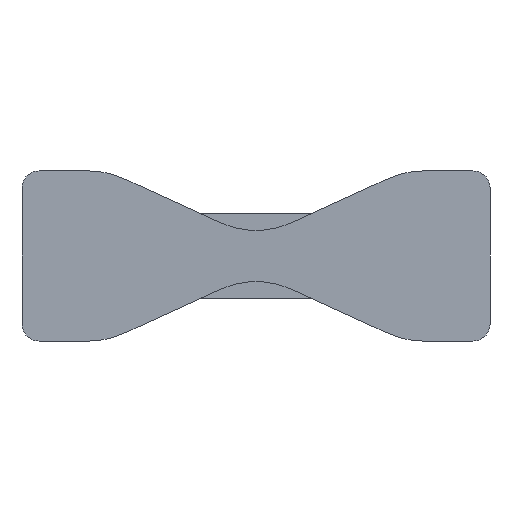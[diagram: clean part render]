
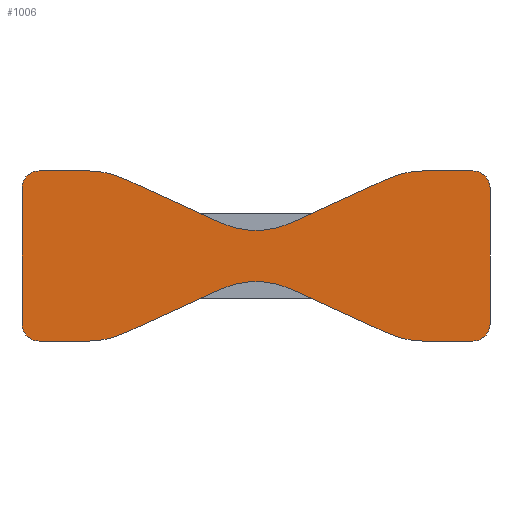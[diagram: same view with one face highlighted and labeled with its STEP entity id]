
A CAD part, front view. The second image highlights one B-rep face of the part: STEP entity #1006.
In plain terms, the highlighted planar face has unit normal (0, -1, 0).
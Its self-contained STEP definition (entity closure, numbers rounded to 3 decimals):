
#110=CIRCLE('',#1104,2.);
#112=CIRCLE('',#1108,2.);
#114=CIRCLE('',#1112,10.);
#116=CIRCLE('',#1116,10.);
#118=CIRCLE('',#1120,10.);
#120=CIRCLE('',#1124,2.);
#122=CIRCLE('',#1128,2.);
#124=CIRCLE('',#1132,10.);
#126=CIRCLE('',#1136,10.);
#128=CIRCLE('',#1140,10.);
#180=FACE_OUTER_BOUND('',#231,.T.);
#231=EDGE_LOOP('',(#778,#779,#780,#781,#782,#783,#784,#785,#786,#787,#788,
#789,#790,#791,#792,#793,#794,#795,#796,#797));
#263=LINE('',#1511,#357);
#267=LINE('',#1523,#361);
#271=LINE('',#1535,#365);
#275=LINE('',#1547,#369);
#279=LINE('',#1559,#373);
#283=LINE('',#1571,#377);
#287=LINE('',#1583,#381);
#291=LINE('',#1595,#385);
#295=LINE('',#1607,#389);
#299=LINE('',#1619,#393);
#357=VECTOR('',#1210,10.);
#361=VECTOR('',#1222,10.);
#365=VECTOR('',#1234,10.);
#369=VECTOR('',#1246,10.);
#373=VECTOR('',#1258,10.);
#377=VECTOR('',#1270,10.);
#381=VECTOR('',#1282,10.);
#385=VECTOR('',#1294,10.);
#389=VECTOR('',#1306,10.);
#393=VECTOR('',#1318,10.);
#451=VERTEX_POINT('',#1508);
#452=VERTEX_POINT('',#1510);
#454=VERTEX_POINT('',#1516);
#456=VERTEX_POINT('',#1522);
#458=VERTEX_POINT('',#1528);
#460=VERTEX_POINT('',#1534);
#462=VERTEX_POINT('',#1540);
#464=VERTEX_POINT('',#1546);
#466=VERTEX_POINT('',#1552);
#468=VERTEX_POINT('',#1558);
#470=VERTEX_POINT('',#1564);
#472=VERTEX_POINT('',#1570);
#474=VERTEX_POINT('',#1576);
#476=VERTEX_POINT('',#1582);
#478=VERTEX_POINT('',#1588);
#480=VERTEX_POINT('',#1594);
#482=VERTEX_POINT('',#1600);
#484=VERTEX_POINT('',#1606);
#486=VERTEX_POINT('',#1612);
#488=VERTEX_POINT('',#1618);
#543=EDGE_CURVE('',#452,#451,#263,.T.);
#546=EDGE_CURVE('',#454,#452,#110,.T.);
#549=EDGE_CURVE('',#456,#454,#267,.T.);
#552=EDGE_CURVE('',#458,#456,#112,.T.);
#555=EDGE_CURVE('',#460,#458,#271,.T.);
#558=EDGE_CURVE('',#462,#460,#114,.T.);
#561=EDGE_CURVE('',#464,#462,#275,.T.);
#564=EDGE_CURVE('',#466,#464,#116,.T.);
#567=EDGE_CURVE('',#468,#466,#279,.T.);
#570=EDGE_CURVE('',#470,#468,#118,.T.);
#573=EDGE_CURVE('',#472,#470,#283,.T.);
#576=EDGE_CURVE('',#474,#472,#120,.T.);
#579=EDGE_CURVE('',#476,#474,#287,.T.);
#582=EDGE_CURVE('',#478,#476,#122,.T.);
#585=EDGE_CURVE('',#480,#478,#291,.T.);
#588=EDGE_CURVE('',#482,#480,#124,.T.);
#591=EDGE_CURVE('',#484,#482,#295,.T.);
#594=EDGE_CURVE('',#486,#484,#126,.T.);
#597=EDGE_CURVE('',#488,#486,#299,.T.);
#600=EDGE_CURVE('',#451,#488,#128,.T.);
#778=ORIENTED_EDGE('',*,*,#600,.T.);
#779=ORIENTED_EDGE('',*,*,#597,.T.);
#780=ORIENTED_EDGE('',*,*,#594,.T.);
#781=ORIENTED_EDGE('',*,*,#591,.T.);
#782=ORIENTED_EDGE('',*,*,#588,.T.);
#783=ORIENTED_EDGE('',*,*,#585,.T.);
#784=ORIENTED_EDGE('',*,*,#582,.T.);
#785=ORIENTED_EDGE('',*,*,#579,.T.);
#786=ORIENTED_EDGE('',*,*,#576,.T.);
#787=ORIENTED_EDGE('',*,*,#573,.T.);
#788=ORIENTED_EDGE('',*,*,#570,.T.);
#789=ORIENTED_EDGE('',*,*,#567,.T.);
#790=ORIENTED_EDGE('',*,*,#564,.T.);
#791=ORIENTED_EDGE('',*,*,#561,.T.);
#792=ORIENTED_EDGE('',*,*,#558,.T.);
#793=ORIENTED_EDGE('',*,*,#555,.T.);
#794=ORIENTED_EDGE('',*,*,#552,.T.);
#795=ORIENTED_EDGE('',*,*,#549,.T.);
#796=ORIENTED_EDGE('',*,*,#546,.T.);
#797=ORIENTED_EDGE('',*,*,#543,.T.);
#963=PLANE('',#1142);
#1006=ADVANCED_FACE('',(#180),#963,.F.);
#1104=AXIS2_PLACEMENT_3D('',#1517,#1216,#1217);
#1108=AXIS2_PLACEMENT_3D('',#1529,#1228,#1229);
#1112=AXIS2_PLACEMENT_3D('',#1541,#1240,#1241);
#1116=AXIS2_PLACEMENT_3D('',#1553,#1252,#1253);
#1120=AXIS2_PLACEMENT_3D('',#1565,#1264,#1265);
#1124=AXIS2_PLACEMENT_3D('',#1577,#1276,#1277);
#1128=AXIS2_PLACEMENT_3D('',#1589,#1288,#1289);
#1132=AXIS2_PLACEMENT_3D('',#1601,#1300,#1301);
#1136=AXIS2_PLACEMENT_3D('',#1613,#1312,#1313);
#1140=AXIS2_PLACEMENT_3D('',#1623,#1324,#1325);
#1142=AXIS2_PLACEMENT_3D('',#1625,#1328,#1329);
#1210=DIRECTION('',(1.,0.,0.));
#1216=DIRECTION('center_axis',(0.,-1.,0.));
#1217=DIRECTION('ref_axis',(0.,0.,-1.));
#1222=DIRECTION('',(0.,0.,-1.));
#1228=DIRECTION('center_axis',(0.,-1.,0.));
#1229=DIRECTION('ref_axis',(-1.,0.,0.));
#1234=DIRECTION('',(-1.,0.,0.));
#1240=DIRECTION('center_axis',(0.,-1.,0.));
#1241=DIRECTION('ref_axis',(0.,0.,1.));
#1246=DIRECTION('',(-0.91,0.,0.415));
#1252=DIRECTION('center_axis',(0.,1.,0.));
#1253=DIRECTION('ref_axis',(-0.415,0.,0.91));
#1258=DIRECTION('',(-0.91,0.,-0.415));
#1264=DIRECTION('center_axis',(0.,-1.,0.));
#1265=DIRECTION('ref_axis',(-0.415,0.,0.91));
#1270=DIRECTION('',(-1.,0.,0.));
#1276=DIRECTION('center_axis',(0.,-1.,0.));
#1277=DIRECTION('ref_axis',(0.,0.,1.));
#1282=DIRECTION('',(0.,0.,1.));
#1288=DIRECTION('center_axis',(0.,-1.,0.));
#1289=DIRECTION('ref_axis',(1.,0.,0.));
#1294=DIRECTION('',(1.,0.,0.));
#1300=DIRECTION('center_axis',(0.,-1.,0.));
#1301=DIRECTION('ref_axis',(0.,0.,-1.));
#1306=DIRECTION('',(0.91,0.,-0.415));
#1312=DIRECTION('center_axis',(0.,1.,0.));
#1313=DIRECTION('ref_axis',(0.415,0.,-0.91));
#1318=DIRECTION('',(0.91,0.,0.415));
#1324=DIRECTION('center_axis',(0.,-1.,0.));
#1325=DIRECTION('ref_axis',(0.415,0.,-0.91));
#1328=DIRECTION('center_axis',(0.,1.,0.));
#1329=DIRECTION('ref_axis',(0.,0.,1.));
#1508=CARTESIAN_POINT('',(-19.676,-0.4,-10.));
#1510=CARTESIAN_POINT('',(-25.5,-0.4,-10.));
#1511=CARTESIAN_POINT('',(-19.676,-0.4,-10.));
#1516=CARTESIAN_POINT('',(-27.5,-0.4,-8.));
#1517=CARTESIAN_POINT('Origin',(-25.5,-0.4,-8.));
#1522=CARTESIAN_POINT('',(-27.5,-0.4,8.));
#1523=CARTESIAN_POINT('',(-27.5,-0.4,-8.));
#1528=CARTESIAN_POINT('',(-25.5,-0.4,10.));
#1529=CARTESIAN_POINT('Origin',(-25.5,-0.4,8.));
#1534=CARTESIAN_POINT('',(-19.676,-0.4,10.));
#1535=CARTESIAN_POINT('',(-25.5,-0.4,10.));
#1540=CARTESIAN_POINT('',(-15.521,-0.4,9.096));
#1541=CARTESIAN_POINT('Origin',(-19.676,-0.4,0.));
#1546=CARTESIAN_POINT('',(-4.155,-0.4,3.904));
#1547=CARTESIAN_POINT('',(-15.521,-0.4,9.096));
#1552=CARTESIAN_POINT('',(4.155,-0.4,3.904));
#1553=CARTESIAN_POINT('Origin',(0.,-0.4,13.));
#1558=CARTESIAN_POINT('',(15.521,-0.4,9.096));
#1559=CARTESIAN_POINT('',(4.155,-0.4,3.904));
#1564=CARTESIAN_POINT('',(19.676,-0.4,10.));
#1565=CARTESIAN_POINT('Origin',(19.676,-0.4,0.));
#1570=CARTESIAN_POINT('',(25.5,-0.4,10.));
#1571=CARTESIAN_POINT('',(19.676,-0.4,10.));
#1576=CARTESIAN_POINT('',(27.5,-0.4,8.));
#1577=CARTESIAN_POINT('Origin',(25.5,-0.4,8.));
#1582=CARTESIAN_POINT('',(27.5,-0.4,-8.));
#1583=CARTESIAN_POINT('',(27.5,-0.4,8.));
#1588=CARTESIAN_POINT('',(25.5,-0.4,-10.));
#1589=CARTESIAN_POINT('Origin',(25.5,-0.4,-8.));
#1594=CARTESIAN_POINT('',(19.676,-0.4,-10.));
#1595=CARTESIAN_POINT('',(25.5,-0.4,-10.));
#1600=CARTESIAN_POINT('',(15.521,-0.4,-9.096));
#1601=CARTESIAN_POINT('Origin',(19.676,-0.4,0.));
#1606=CARTESIAN_POINT('',(4.155,-0.4,-3.904));
#1607=CARTESIAN_POINT('',(15.521,-0.4,-9.096));
#1612=CARTESIAN_POINT('',(-4.155,-0.4,-3.904));
#1613=CARTESIAN_POINT('Origin',(0.,-0.4,-13.));
#1618=CARTESIAN_POINT('',(-15.521,-0.4,-9.096));
#1619=CARTESIAN_POINT('',(-4.155,-0.4,-3.904));
#1623=CARTESIAN_POINT('Origin',(-19.676,-0.4,0.));
#1625=CARTESIAN_POINT('Origin',(0.,-0.4,0.));
